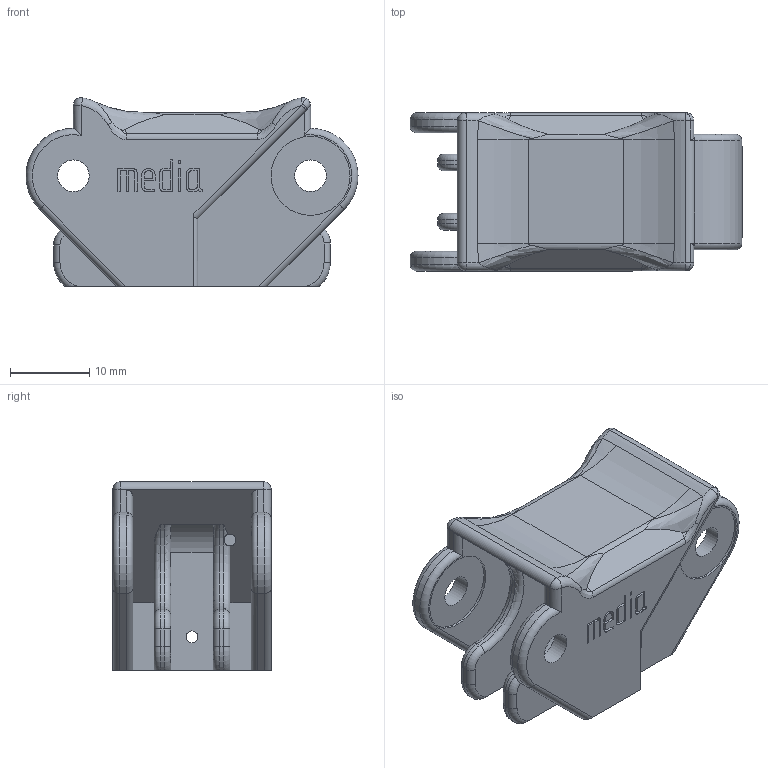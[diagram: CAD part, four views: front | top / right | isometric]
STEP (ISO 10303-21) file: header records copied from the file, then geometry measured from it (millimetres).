
FILE_DESCRIPTION(/* description */ ('Unknown'),/* implementation_level */ '2;1');
FILE_NAME(/* name */ 'r2_media_gen01.1',/* time_stamp */ '2023-01-17T14:03:17+01:00',/* author */ ('Unknown'),/* organization */ ('Unknown'),/* preprocessor_version */ 'ST-DEVELOPER v18.102',/* originating_system */ 'Solid Edge',/* authorisation */ 'Unknown');
FILE_SCHEMA (('AUTOMOTIVE_DESIGN {1 0 10303 214 3 1 1}'));
Length unit declared in the file: millimetre
Products named in the file (1): r2_media_gen01.1
Bounding box: 41.99 x 20 x 23.9 mm (x, y, z)
Volume: 7684.4 mm3; surface area: 6317.3 mm2
Topology: 1 solids, 1 shells, 221 faces, 569 edges, 358 vertices
Faces by surface type: plane 91, cylinder 60, torus 34, bspline 32, sphere 4
Full cylindrical faces by diameter (mm): 1.5 x2, 4 x4, 10 x4
Entity records: 7485 total; most frequent: CARTESIAN_POINT 2290, ORIENTED_EDGE 1106, DIRECTION 1015, EDGE_CURVE 553, AXIS2_PLACEMENT_3D 365, VERTEX_POINT 354, LINE 285, VECTOR 285
